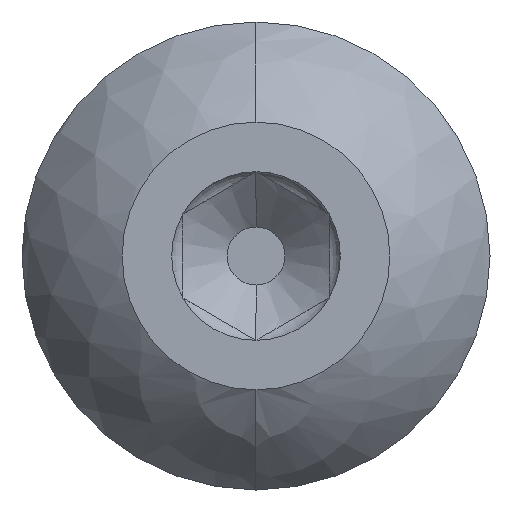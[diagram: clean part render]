
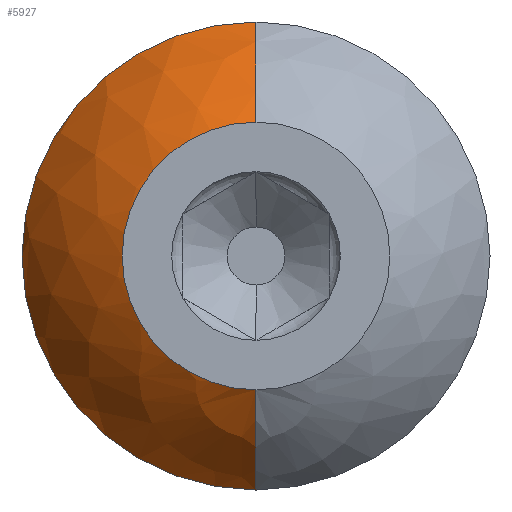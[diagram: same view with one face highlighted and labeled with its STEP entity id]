
A CAD part, left-side view. The second image highlights one B-rep face of the part: STEP entity #5927.
In plain terms, the highlighted spherical face has radius 6.323 mm.
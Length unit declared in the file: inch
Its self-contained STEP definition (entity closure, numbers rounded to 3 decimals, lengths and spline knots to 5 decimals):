
#1841=CARTESIAN_POINT('',(-0.3135,0.,0.));
#1842=DIRECTION('',(1.,0.,0.));
#1843=DIRECTION('',(0.,0.,-1.));
#1844=AXIS2_PLACEMENT_3D('',#1841,#1842,#1843);
#1849=CARTESIAN_POINT('',(-0.2175,0.,0.));
#1850=DIRECTION('',(-1.,0.,0.));
#1851=DIRECTION('',(0.,0.,1.));
#1852=AXIS2_PLACEMENT_3D('',#1849,#1850,#1851);
#1913=CARTESIAN_POINT('',(-0.09822,0.,0.));
#1914=DIRECTION('',(0.,-1.,0.));
#1915=DIRECTION('',(-0.865,0.,-0.502));
#1916=AXIS2_PLACEMENT_3D('',#1913,#1914,#1915);
#1929=CARTESIAN_POINT('',(-0.09822,0.,0.));
#1930=DIRECTION('',(0.,-1.,0.));
#1931=DIRECTION('',(-0.479,0.,0.878));
#1932=AXIS2_PLACEMENT_3D('',#1929,#1930,#1931);
#2740=CARTESIAN_POINT('',(-0.2175,0.,0.2185));
#2741=CARTESIAN_POINT('',(-0.2175,0.,-0.2185));
#2742=VERTEX_POINT('',#2740);
#2743=VERTEX_POINT('',#2741);
#2744=CARTESIAN_POINT('',(-0.3135,0.,-0.125));
#2745=VERTEX_POINT('',#2744);
#2746=CARTESIAN_POINT('',(-0.3135,0.,0.125));
#2747=VERTEX_POINT('',#2746);
#5913=CARTESIAN_POINT('',(-0.09822,0.,0.));
#5914=DIRECTION('',(-0.865,0.,-0.502));
#5915=DIRECTION('',(0.502,0.,-0.865));
#5916=AXIS2_PLACEMENT_3D('',#5913,#5914,#5915);
#5917=SPHERICAL_SURFACE('',#5916,0.24894);
#5919=ORIENTED_EDGE('',*,*,#5918,.F.);
#5921=ORIENTED_EDGE('',*,*,#5920,.T.);
#5922=ORIENTED_EDGE('',*,*,#5898,.F.);
#5924=ORIENTED_EDGE('',*,*,#5923,.T.);
#5925=EDGE_LOOP('',(#5919,#5921,#5922,#5924));
#5926=FACE_OUTER_BOUND('',#5925,.F.);
#1845=CIRCLE('',#1844,0.125);
#1853=CIRCLE('',#1852,0.2185);
#1917=CIRCLE('',#1916,0.24894);
#1933=CIRCLE('',#1932,0.24894);
#5898=EDGE_CURVE('',#2742,#2743,#1853,.T.);
#5918=EDGE_CURVE('',#2745,#2747,#1845,.T.);
#5920=EDGE_CURVE('',#2745,#2743,#1917,.T.);
#5923=EDGE_CURVE('',#2742,#2747,#1933,.T.);
#5927=ADVANCED_FACE('',(#5926),#5917,.T.);
